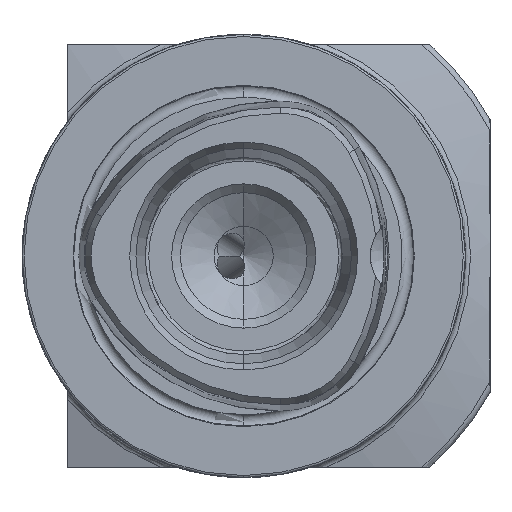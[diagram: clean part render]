
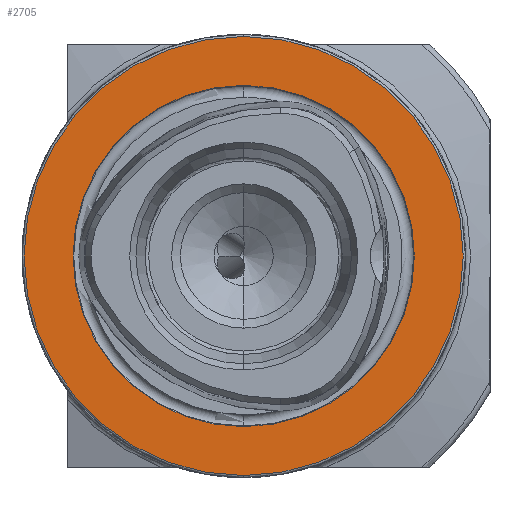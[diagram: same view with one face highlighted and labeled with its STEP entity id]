
A CAD part, left-side view. The second image highlights one B-rep face of the part: STEP entity #2705.
In plain terms, the highlighted planar face has unit normal (-1, 0, 0).
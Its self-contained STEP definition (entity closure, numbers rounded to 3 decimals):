
#9 = PLANE ( 'NONE',  #784 ) ;
#51 = CARTESIAN_POINT ( 'NONE',  ( 0., 0., 0. ) ) ;
#353 = EDGE_CURVE ( 'NONE', #1641, #2464, #3125, .T. ) ;
#675 = DIRECTION ( 'NONE',  ( -1., 0., 0. ) ) ;
#784 = AXIS2_PLACEMENT_3D ( 'NONE', #7195, #5423, #3075 ) ;
#1055 = EDGE_LOOP ( 'NONE', ( #4827, #1665 ) ) ;
#1086 = VERTEX_POINT ( 'NONE', #6485 ) ;
#1197 = FACE_OUTER_BOUND ( 'NONE', #5604, .T. ) ;
#1246 = DIRECTION ( 'NONE',  ( 0., 0., 1. ) ) ;
#1584 = CIRCLE ( 'NONE', #3085, 31.2 ) ;
#1599 = EDGE_CURVE ( 'NONE', #5541, #1086, #1584, .T. ) ;
#1641 = VERTEX_POINT ( 'NONE', #1922 ) ;
#1662 = DIRECTION ( 'NONE',  ( 0., 0., 1. ) ) ;
#1665 = ORIENTED_EDGE ( 'NONE', *, *, #353, .F. ) ;
#1772 = ORIENTED_EDGE ( 'NONE', *, *, #1599, .T. ) ;
#1922 = CARTESIAN_POINT ( 'NONE',  ( 0., 0., -24.25 ) ) ;
#2053 = DIRECTION ( 'NONE',  ( -1., 0., 0. ) ) ;
#2103 = CARTESIAN_POINT ( 'NONE',  ( 0., 0., 0. ) ) ;
#2464 = VERTEX_POINT ( 'NONE', #3358 ) ;
#2677 = CARTESIAN_POINT ( 'NONE',  ( 0., 0., -31.2 ) ) ;
#2705 = ADVANCED_FACE ( 'NONE', ( #6149, #1197 ), #9, .F. ) ;
#2721 = DIRECTION ( 'NONE',  ( 0., 0., 1. ) ) ;
#2964 = EDGE_CURVE ( 'NONE', #2464, #1641, #7544, .T. ) ;
#3075 = DIRECTION ( 'NONE',  ( 0., 0., -1. ) ) ;
#3085 = AXIS2_PLACEMENT_3D ( 'NONE', #51, #675, #4900 ) ;
#3125 = CIRCLE ( 'NONE', #6301, 24.25 ) ;
#3340 = AXIS2_PLACEMENT_3D ( 'NONE', #2103, #2053, #2721 ) ;
#3358 = CARTESIAN_POINT ( 'NONE',  ( 0., 0., 24.25 ) ) ;
#3777 = AXIS2_PLACEMENT_3D ( 'NONE', #7647, #5211, #1662 ) ;
#4613 = ORIENTED_EDGE ( 'NONE', *, *, #5346, .T. ) ;
#4827 = ORIENTED_EDGE ( 'NONE', *, *, #2964, .F. ) ;
#4900 = DIRECTION ( 'NONE',  ( 0., 0., 1. ) ) ;
#5211 = DIRECTION ( 'NONE',  ( -1., 0., 0. ) ) ;
#5346 = EDGE_CURVE ( 'NONE', #1086, #5541, #6475, .T. ) ;
#5423 = DIRECTION ( 'NONE',  ( 1., 0., 0. ) ) ;
#5438 = CARTESIAN_POINT ( 'NONE',  ( 0., 0., 0. ) ) ;
#5541 = VERTEX_POINT ( 'NONE', #2677 ) ;
#5604 = EDGE_LOOP ( 'NONE', ( #4613, #1772 ) ) ;
#5939 = DIRECTION ( 'NONE',  ( -1., 0., 0. ) ) ;
#6149 = FACE_BOUND ( 'NONE', #1055, .T. ) ;
#6301 = AXIS2_PLACEMENT_3D ( 'NONE', #5438, #5939, #1246 ) ;
#6475 = CIRCLE ( 'NONE', #3777, 31.2 ) ;
#6485 = CARTESIAN_POINT ( 'NONE',  ( 0., 0., 31.2 ) ) ;
#7195 = CARTESIAN_POINT ( 'NONE',  ( 0., 24.25, 0. ) ) ;
#7544 = CIRCLE ( 'NONE', #3340, 24.25 ) ;
#7647 = CARTESIAN_POINT ( 'NONE',  ( 0., 0., 0. ) ) ;
